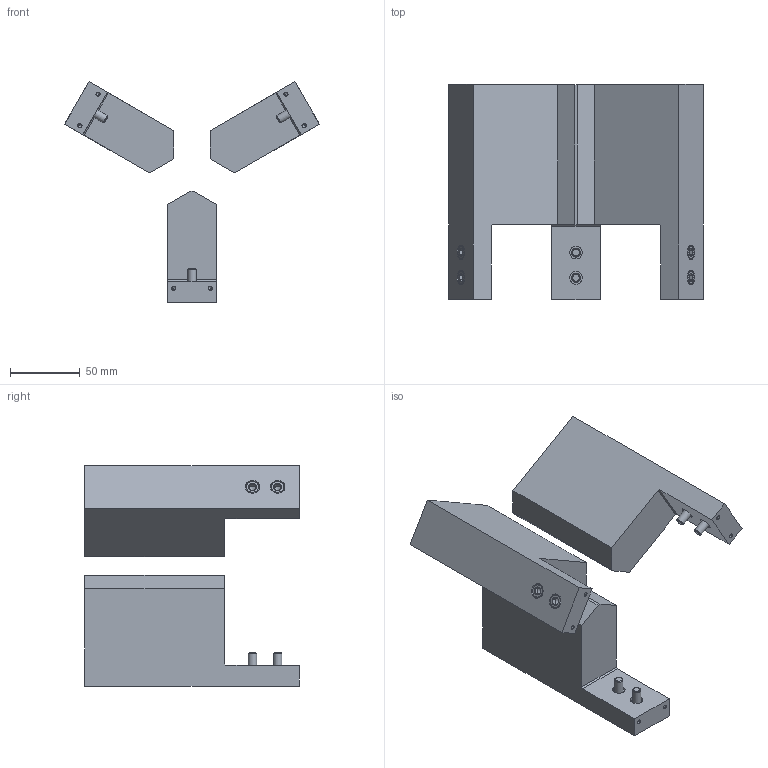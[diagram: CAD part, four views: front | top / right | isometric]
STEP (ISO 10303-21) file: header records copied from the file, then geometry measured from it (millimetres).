
FILE_DESCRIPTION(/* description */ ('STEP AP214'),/* implementation_level */ '2;1');
FILE_NAME(/* name */ '1180959_BUB-HGDD-80',/* time_stamp */ '2024-08-05T15:45:43+02:00',/* author */ ('License CC BY-ND 4.0'),/* organization */ ('CADENAS'),/* preprocessor_version */ 'ST-DEVELOPER v19.3',/* originating_system */ 'PARTsolutions',/* authorisation */ ' ');
FILE_SCHEMA (('AUTOMOTIVE_DESIGN {1 0 10303 214 3 1 1}'));
Length unit declared in the file: millimetre
Products named in the file (3): 1180959 BUB-HGDD-80; 1180959 BUB-HGDD-80---(P); DIN-912 - M6x18(F)
Assembly tree (9 placements, depth 2):
  1180959 BUB-HGDD-80
    1180959 BUB-HGDD-80---(P)  x3
    DIN-912 - M6x18(F)  x6
Bounding box: 182.04 x 153.5 x 157.66 mm (x, y, z)
Volume: 870863.2 mm3; surface area: 102684.1 mm2
Topology: 9 solids, 9 shells, 249 faces, 495 edges, 282 vertices
Faces by surface type: plane 135, cone 78, cylinder 36
Full cylindrical faces by diameter (mm): 2.459 x6, 6 x6, 6.4 x6, 9 x6, 10 x6, 10.4 x6
Entity records: 1449 total; most frequent: DIRECTION 251, CARTESIAN_POINT 243, ORIENTED_EDGE 178, AXIS2_PLACEMENT_3D 103, EDGE_CURVE 89, FACE_BOUND 86, EDGE_LOOP 83, VERTEX_POINT 65
